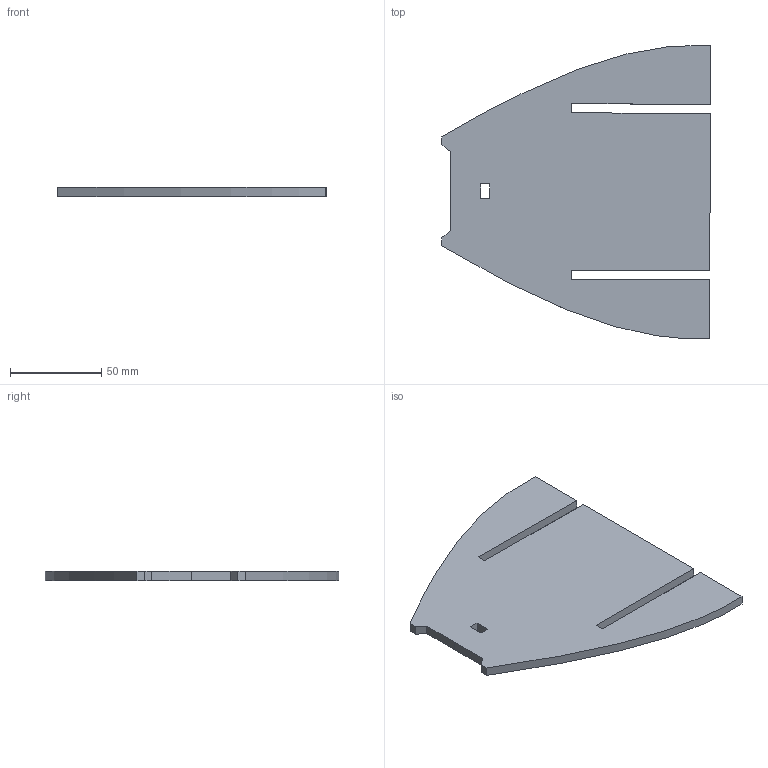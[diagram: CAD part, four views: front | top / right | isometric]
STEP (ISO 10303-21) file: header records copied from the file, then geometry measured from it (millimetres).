
FILE_DESCRIPTION(/* description */ (''),/* implementation_level */ '2;1');
FILE_NAME(/* name */ 'Mid.step',/* time_stamp */ '2022-07-12T11:15:45+05:30',/* author */ (''),/* organization */ (''),/* preprocessor_version */ 'ST-DEVELOPER v19',/* originating_system */ 'Autodesk Translation Framework v11.7.0.108',/* authorisation */ '');
FILE_SCHEMA (('AUTOMOTIVE_DESIGN { 1 0 10303 214 3 1 1 }'));
Length unit declared in the file: millimetre
Products named in the file (1): Mid
Bounding box: 147.65 x 161.08 x 5 mm (x, y, z)
Volume: 87683.5 mm3; surface area: 39432.1 mm2
Topology: 1 solids, 1 shells, 23 faces, 63 edges, 42 vertices
Faces by surface type: plane 21, bspline 2
Entity records: 850 total; most frequent: CARTESIAN_POINT 249, ORIENTED_EDGE 126, DIRECTION 101, EDGE_CURVE 63, LINE 57, VECTOR 57, VERTEX_POINT 42, EDGE_LOOP 25
